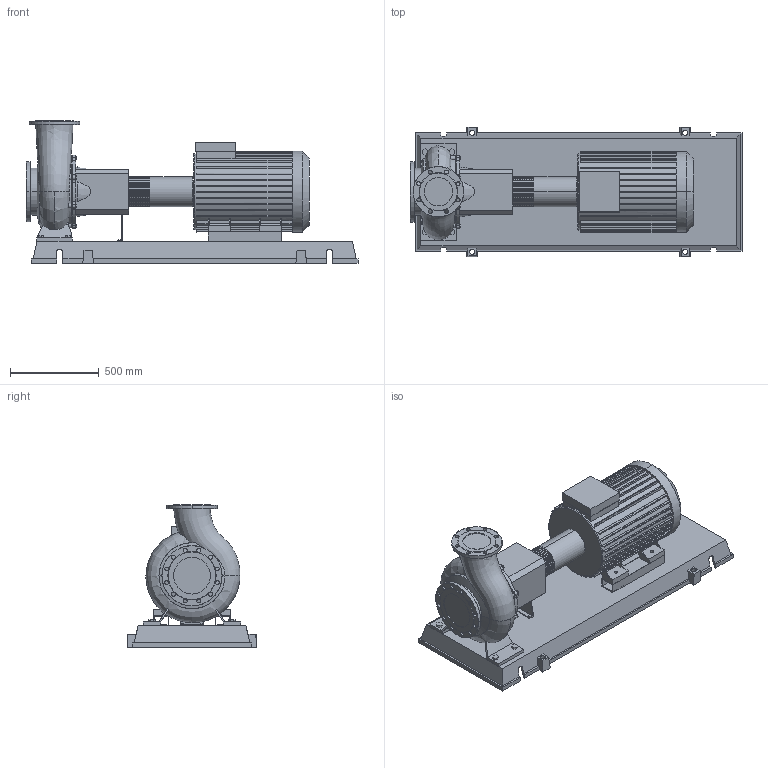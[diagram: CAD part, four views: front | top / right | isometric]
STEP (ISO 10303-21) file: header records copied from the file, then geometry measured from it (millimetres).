
FILE_DESCRIPTION((''),'2;1');
FILE_NAME('3d_NL150_315-45-4-12-4109451.stp','2015-03-03T07:30:05',(''),(''),'Mechanical Desktop 2009','Mechanical Desktop 2009',', , ');
FILE_SCHEMA(('CONFIG_CONTROL_DESIGN'));
Length unit declared in the file: millimetre
Products named in the file (1): Product
Bounding box: 1870 x 730 x 803 mm (x, y, z)
Volume: 198026960.6 mm3; surface area: 8034854.6 mm2
Topology: 13 solids, 13 shells, 924 faces, 2424 edges, 1593 vertices
Faces by surface type: plane 470, cylinder 265, bspline 161, cone 14, torus 14
Entity records: 33213 total; most frequent: CARTESIAN_POINT 10137, ORIENTED_EDGE 4850, DIRECTION 4643, EDGE_CURVE 2425, VERTEX_POINT 1592, AXIS2_PLACEMENT_3D 1560, VECTOR 1523, LINE 1523
